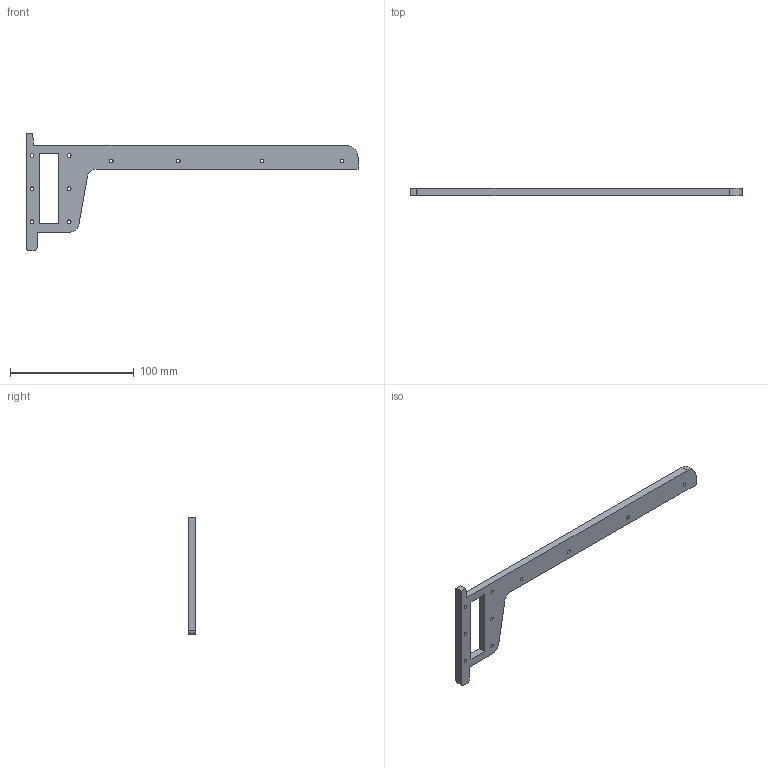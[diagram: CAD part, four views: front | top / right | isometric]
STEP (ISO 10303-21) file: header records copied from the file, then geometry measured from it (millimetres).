
FILE_DESCRIPTION (( 'STEP AP214' ), '1' );
FILE_NAME ('1106-A2P-A.STEP', '2013-05-15T14:49:36', ( '3DAssist' ), ( '' ), 'SwSTEP 2.0', 'SolidWorks 2013', '' );
FILE_SCHEMA (( 'AUTOMOTIVE_DESIGN' ));
Length unit declared in the file: millimetre
Products named in the file (1): 1106-A2P-A
Bounding box: 267.8 x 6 x 94.6 mm (x, y, z)
Volume: 40374.9 mm3; surface area: 19118.4 mm2
Topology: 1 solids, 1 shells, 31 faces, 87 edges, 58 vertices
Faces by surface type: plane 16, cylinder 15
Full cylindrical faces by diameter (mm): 3 x10
Entity records: 1039 total; most frequent: DIRECTION 171, CARTESIAN_POINT 167, ORIENTED_EDGE 154, EDGE_CURVE 77, EDGE_LOOP 63, AXIS2_PLACEMENT_3D 62, VERTEX_POINT 58, VECTOR 47
